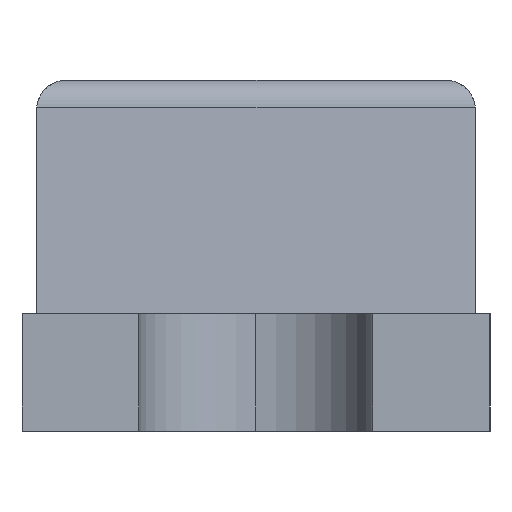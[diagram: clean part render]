
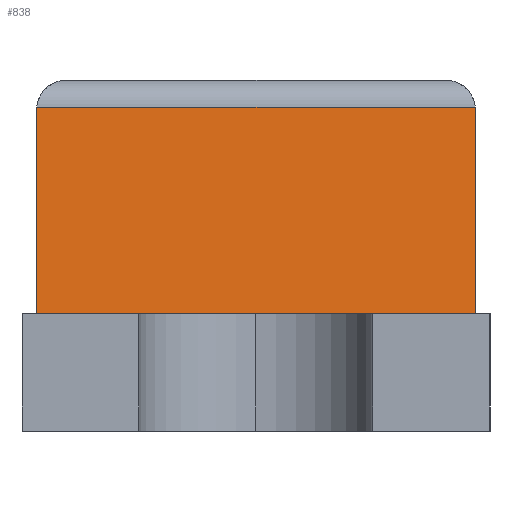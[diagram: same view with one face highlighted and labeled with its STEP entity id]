
A CAD part, left-side view. The second image highlights one B-rep face of the part: STEP entity #838.
In plain terms, the highlighted planar face has unit normal (-0.996, 0, 0.087).
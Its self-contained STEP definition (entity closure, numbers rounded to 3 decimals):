
#37 = LINE ( 'NONE', #743, #139 ) ;
#76 = ORIENTED_EDGE ( 'NONE', *, *, #733, .T. ) ;
#139 = VECTOR ( 'NONE', #1104, 1000. ) ;
#182 = VECTOR ( 'NONE', #439, 1000. ) ;
#215 = ORIENTED_EDGE ( 'NONE', *, *, #1153, .T. ) ;
#235 = CARTESIAN_POINT ( 'NONE',  ( -0.469, 0.375, 0.55 ) ) ;
#278 = LINE ( 'NONE', #783, #2254 ) ;
#303 = VERTEX_POINT ( 'NONE', #787 ) ;
#368 = CARTESIAN_POINT ( 'NONE',  ( -0.469, -0.375, 0.554 ) ) ;
#439 = DIRECTION ( 'NONE',  ( -0.087, 0., -0.996 ) ) ;
#484 = DIRECTION ( 'NONE',  ( 0.996, 0., -0.087 ) ) ;
#660 = CARTESIAN_POINT ( 'NONE',  ( -0.469, -0.375, 0.554 ) ) ;
#733 = EDGE_CURVE ( 'NONE', #929, #1020, #947, .T. ) ;
#743 = CARTESIAN_POINT ( 'NONE',  ( -0.465, -0.375, 0.6 ) ) ;
#783 = CARTESIAN_POINT ( 'NONE',  ( -0.469, 0.375, 0.554 ) ) ;
#787 = CARTESIAN_POINT ( 'NONE',  ( -0.469, -0.375, 0.55 ) ) ;
#838 = ADVANCED_FACE ( 'NONE', ( #1467 ), #2160, .F. ) ;
#894 = LINE ( 'NONE', #2282, #2135 ) ;
#929 = VERTEX_POINT ( 'NONE', #1243 ) ;
#932 = CARTESIAN_POINT ( 'NONE',  ( -0.5, 0.375, 0.201 ) ) ;
#947 =( BOUNDED_CURVE ( )  B_SPLINE_CURVE ( 3, ( #1270, #1662, #1145, #235 ),
 .UNSPECIFIED., .F., .T. ) 
 B_SPLINE_CURVE_WITH_KNOTS ( ( 4, 4 ),
 ( 1.484, 1.571 ),
 .UNSPECIFIED. ) 
 CURVE ( )  GEOMETRIC_REPRESENTATION_ITEM ( )  RATIONAL_B_SPLINE_CURVE ( ( 1., 0.999, 0.999, 1. ) ) 
 REPRESENTATION_ITEM ( '' )  );
#962 =( BOUNDED_CURVE ( )  B_SPLINE_CURVE ( 3, ( #1930, #1233, #1565, #368 ),
 .UNSPECIFIED., .F., .T. ) 
 B_SPLINE_CURVE_WITH_KNOTS ( ( 4, 4 ),
 ( 1.571, 1.658 ),
 .UNSPECIFIED. ) 
 CURVE ( )  GEOMETRIC_REPRESENTATION_ITEM ( )  RATIONAL_B_SPLINE_CURVE ( ( 1., 0.999, 0.999, 1. ) ) 
 REPRESENTATION_ITEM ( '' )  );
#975 = VERTEX_POINT ( 'NONE', #932 ) ;
#1020 = VERTEX_POINT ( 'NONE', #2259 ) ;
#1047 = CARTESIAN_POINT ( 'NONE',  ( -0.465, 0.776, 0.6 ) ) ;
#1073 = CARTESIAN_POINT ( 'NONE',  ( -0.5, -0.375, 0.201 ) ) ;
#1104 = DIRECTION ( 'NONE',  ( 0.087, 0., 0.996 ) ) ;
#1145 = CARTESIAN_POINT ( 'NONE',  ( -0.469, 0.375, 0.551 ) ) ;
#1153 = EDGE_CURVE ( 'NONE', #1262, #303, #37, .T. ) ;
#1233 = CARTESIAN_POINT ( 'NONE',  ( -0.469, -0.375, 0.551 ) ) ;
#1243 = CARTESIAN_POINT ( 'NONE',  ( -0.469, 0.375, 0.554 ) ) ;
#1262 = VERTEX_POINT ( 'NONE', #1073 ) ;
#1270 = CARTESIAN_POINT ( 'NONE',  ( -0.469, 0.375, 0.554 ) ) ;
#1279 = EDGE_CURVE ( 'NONE', #1020, #975, #1478, .T. ) ;
#1340 = EDGE_CURVE ( 'NONE', #1700, #929, #278, .T. ) ;
#1389 = DIRECTION ( 'NONE',  ( 0., -1., 0. ) ) ;
#1467 = FACE_OUTER_BOUND ( 'NONE', #1511, .T. ) ;
#1478 = LINE ( 'NONE', #2187, #182 ) ;
#1485 = DIRECTION ( 'NONE',  ( 0., 1., 0. ) ) ;
#1511 = EDGE_LOOP ( 'NONE', ( #1532, #76, #1849, #2176, #215, #2035 ) ) ;
#1532 = ORIENTED_EDGE ( 'NONE', *, *, #1340, .T. ) ;
#1565 = CARTESIAN_POINT ( 'NONE',  ( -0.469, -0.375, 0.553 ) ) ;
#1662 = CARTESIAN_POINT ( 'NONE',  ( -0.469, 0.375, 0.553 ) ) ;
#1700 = VERTEX_POINT ( 'NONE', #660 ) ;
#1799 = EDGE_CURVE ( 'NONE', #303, #1700, #962, .T. ) ;
#1849 = ORIENTED_EDGE ( 'NONE', *, *, #1279, .T. ) ;
#1869 = DIRECTION ( 'NONE',  ( -0.087, 0., -0.996 ) ) ;
#1930 = CARTESIAN_POINT ( 'NONE',  ( -0.469, -0.375, 0.55 ) ) ;
#2011 = EDGE_CURVE ( 'NONE', #975, #1262, #894, .T. ) ;
#2035 = ORIENTED_EDGE ( 'NONE', *, *, #1799, .T. ) ;
#2135 = VECTOR ( 'NONE', #1389, 1000. ) ;
#2160 = PLANE ( 'NONE',  #2213 ) ;
#2176 = ORIENTED_EDGE ( 'NONE', *, *, #2011, .T. ) ;
#2187 = CARTESIAN_POINT ( 'NONE',  ( -0.465, 0.375, 0.6 ) ) ;
#2213 = AXIS2_PLACEMENT_3D ( 'NONE', #1047, #484, #1869 ) ;
#2254 = VECTOR ( 'NONE', #1485, 1000. ) ;
#2259 = CARTESIAN_POINT ( 'NONE',  ( -0.469, 0.375, 0.55 ) ) ;
#2282 = CARTESIAN_POINT ( 'NONE',  ( -0.5, 0.776, 0.201 ) ) ;
